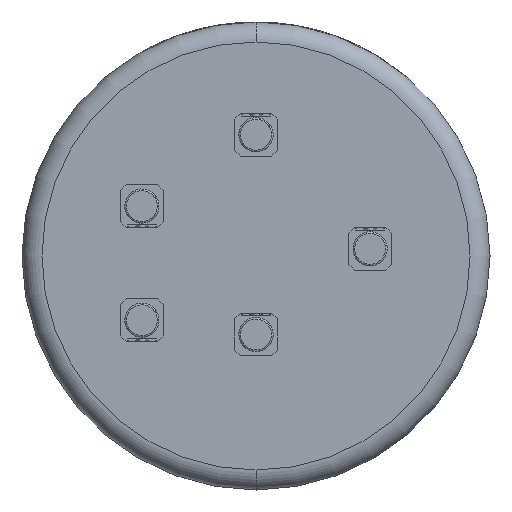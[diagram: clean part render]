
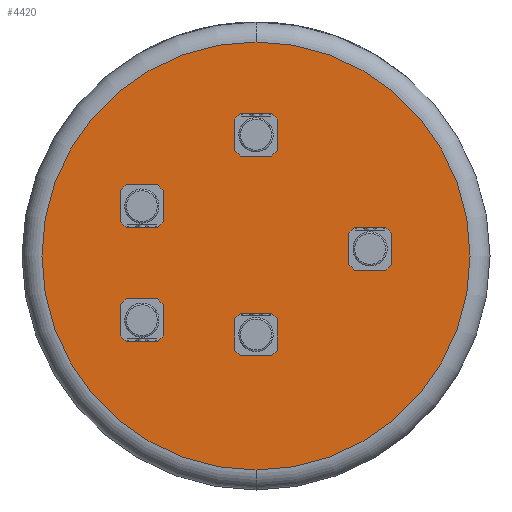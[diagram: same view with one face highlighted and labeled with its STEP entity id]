
A CAD part, front view. The second image highlights one B-rep face of the part: STEP entity #4420.
In plain terms, the highlighted planar face has unit normal (0, -1, 0).
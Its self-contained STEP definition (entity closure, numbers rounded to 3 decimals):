
#226 = EDGE_CURVE ( 'NONE', #931, #1835, #491, .T. ) ;
#322 = ORIENTED_EDGE ( 'NONE', *, *, #677, .T. ) ;
#486 = CIRCLE ( 'NONE', #1156, 18.75 ) ;
#491 = CIRCLE ( 'NONE', #3642, 18.75 ) ;
#513 = EDGE_LOOP ( 'NONE', ( #322, #3216 ) ) ;
#677 = EDGE_CURVE ( 'NONE', #1835, #931, #486, .T. ) ;
#690 = CARTESIAN_POINT ( 'NONE',  ( 0., 0., 0. ) ) ;
#848 = CARTESIAN_POINT ( 'NONE',  ( 0., 0., 18.75 ) ) ;
#931 = VERTEX_POINT ( 'NONE', #4575 ) ;
#1083 = PLANE ( 'NONE',  #3933 ) ;
#1156 = AXIS2_PLACEMENT_3D ( 'NONE', #690, #3598, #4660 ) ;
#1451 = DIRECTION ( 'NONE',  ( 0., 0., 1. ) ) ;
#1835 = VERTEX_POINT ( 'NONE', #848 ) ;
#2523 = DIRECTION ( 'NONE',  ( 0., 0., 1. ) ) ;
#2556 = CARTESIAN_POINT ( 'NONE',  ( 0., 0., 0. ) ) ;
#2946 = DIRECTION ( 'NONE',  ( 0., 1., 0. ) ) ;
#3216 = ORIENTED_EDGE ( 'NONE', *, *, #226, .T. ) ;
#3277 = DIRECTION ( 'NONE',  ( 0., -1., 0. ) ) ;
#3598 = DIRECTION ( 'NONE',  ( 0., -1., 0. ) ) ;
#3642 = AXIS2_PLACEMENT_3D ( 'NONE', #3984, #3277, #2523 ) ;
#3933 = AXIS2_PLACEMENT_3D ( 'NONE', #2556, #2946, #1451 ) ;
#3984 = CARTESIAN_POINT ( 'NONE',  ( 0., 0., 0. ) ) ;
#4420 = ADVANCED_FACE ( 'NONE', ( #4561 ), #1083, .F. ) ;
#4561 = FACE_OUTER_BOUND ( 'NONE', #513, .T. ) ;
#4575 = CARTESIAN_POINT ( 'NONE',  ( 0., 0., -18.75 ) ) ;
#4660 = DIRECTION ( 'NONE',  ( 0., 0., 1. ) ) ;
